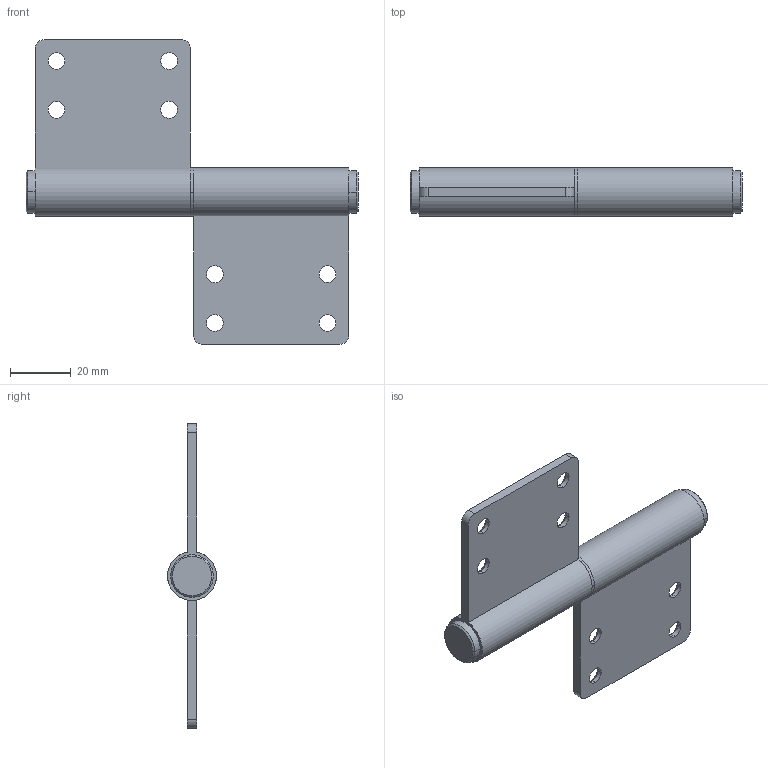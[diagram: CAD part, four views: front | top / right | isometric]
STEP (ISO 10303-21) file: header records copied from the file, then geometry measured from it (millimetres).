
FILE_DESCRIPTION (( 'STEP AP203' ), '1' );
FILE_NAME ('B-1519-2-L.STEP', '2008-12-08T07:10:40', ( ' ' ), ( ' ' ), 'SwSTEP 2.0', 'SolidWorks 2007', '' );
FILE_SCHEMA (( 'CONFIG_CONTROL_DESIGN' ));
Length unit declared in the file: millimetre
Products named in the file (5): B-1519-2-L; B-1519-2僔儍僼僩__棉太倌; B-1519-2僸儞僕__棉太倌; B-1519-2儚僢僔儍乕__棉太倌; B-1519-2僉儍僢僾_棉太倌
Assembly tree (6 placements, depth 2):
  B-1519-2-L
    B-1519-2僔儍僼僩__棉太倌
    B-1519-2僸儞僕__棉太倌  x2
    B-1519-2僉儍僢僾_棉太倌  x2
    B-1519-2儚僢僔儍乕__棉太倌
Bounding box: 109 x 16 x 100 mm (x, y, z)
Volume: 33340.4 mm3; surface area: 22228.1 mm2
Topology: 6 solids, 6 shells, 82 faces, 182 edges, 114 vertices
Faces by surface type: cylinder 40, plane 20, cone 20, torus 2
Entity records: 1911 total; most frequent: DIRECTION 274, CARTESIAN_POINT 222, ORIENTED_EDGE 204, AXIS2_PLACEMENT_3D 116, EDGE_CURVE 102, VERTEX_POINT 64, EDGE_LOOP 60, CIRCLE 60
